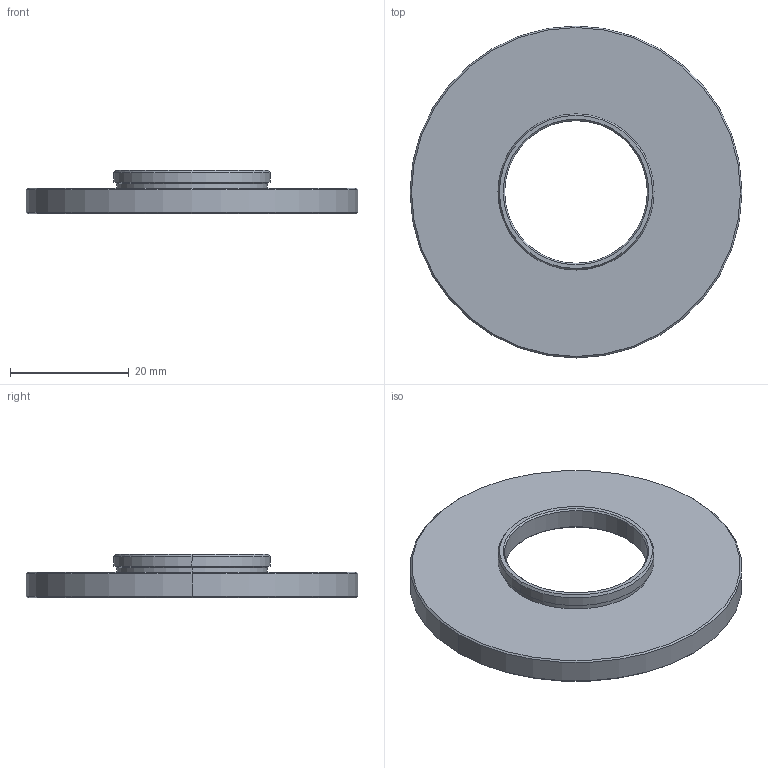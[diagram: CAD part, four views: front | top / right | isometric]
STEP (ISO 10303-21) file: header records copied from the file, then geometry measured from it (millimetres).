
FILE_DESCRIPTION (( 'STEP AP214' ), '1' );
FILE_NAME ('1287-E0W.STEP', '2015-10-22T14:51:17', ( 'admin' ), ( '' ), 'SwSTEP 2.0', 'SolidWorks 2014', '' );
FILE_SCHEMA (( 'AUTOMOTIVE_DESIGN' ));
Length unit declared in the file: millimetre
Products named in the file (1): 1287-E0W
Bounding box: 55.88 x 55.88 x 7.37 mm (x, y, z)
Volume: 2931.7 mm3; surface area: 5979.2 mm2
Topology: 1 solids, 1 shells, 31 faces, 62 edges, 36 vertices
Faces by surface type: cone 14, cylinder 12, plane 5
Entity records: 1183 total; most frequent: DIRECTION 162, CARTESIAN_POINT 130, ORIENTED_EDGE 124, AXIS2_PLACEMENT_3D 68, EDGE_CURVE 62, EDGE_LOOP 36, CIRCLE 36, VERTEX_POINT 36
